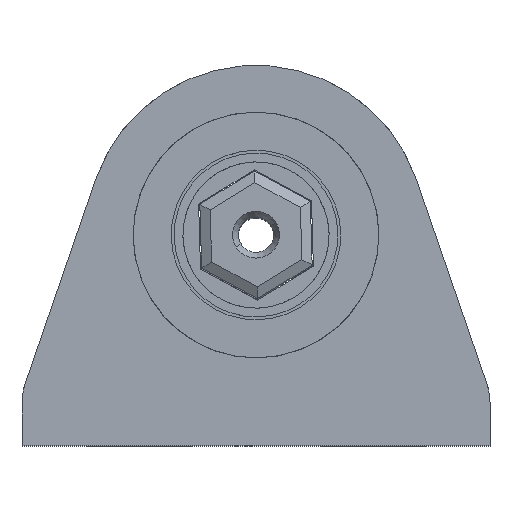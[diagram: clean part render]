
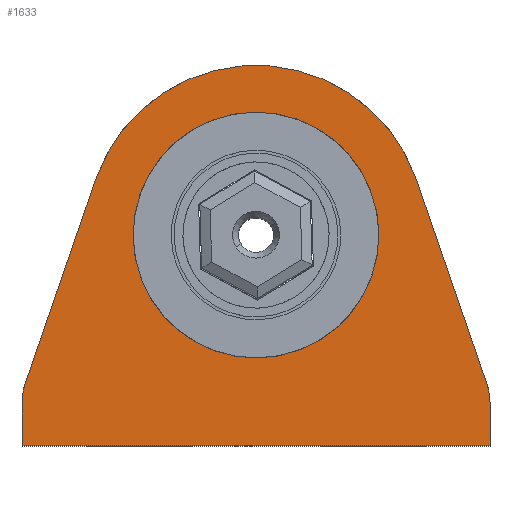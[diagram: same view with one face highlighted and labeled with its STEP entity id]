
A CAD part, top view. The second image highlights one B-rep face of the part: STEP entity #1633.
In plain terms, the highlighted planar face has unit normal (0, 0, 1).
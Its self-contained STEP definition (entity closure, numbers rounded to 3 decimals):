
#48 = CARTESIAN_POINT ( 'NONE',  ( 79.453, 10.586, 20. ) ) ;
#101 = AXIS2_PLACEMENT_3D ( 'NONE', #3762, #1785, #2983 ) ;
#134 = CARTESIAN_POINT ( 'NONE',  ( 40., 36., 20. ) ) ;
#177 = EDGE_CURVE ( 'NONE', #1185, #210, #1993, .T. ) ;
#190 = FACE_OUTER_BOUND ( 'NONE', #2040, .T. ) ;
#201 = DIRECTION ( 'NONE',  ( 1., 0., 0. ) ) ;
#210 = VERTEX_POINT ( 'NONE', #48 ) ;
#253 = CARTESIAN_POINT ( 'NONE',  ( 0.547, 10.586, 20. ) ) ;
#274 = AXIS2_PLACEMENT_3D ( 'NONE', #3315, #591, #558 ) ;
#290 = EDGE_CURVE ( 'NONE', #210, #2464, #3181, .T. ) ;
#312 = LINE ( 'NONE', #1531, #2070 ) ;
#366 = DIRECTION ( 'NONE',  ( 1., 0., 0. ) ) ;
#415 = EDGE_CURVE ( 'NONE', #2822, #4120, #3475, .T. ) ;
#551 = CARTESIAN_POINT ( 'NONE',  ( 19., 36., 20. ) ) ;
#558 = DIRECTION ( 'NONE',  ( 1., 0., 0. ) ) ;
#591 = DIRECTION ( 'NONE',  ( 0., 0., 1. ) ) ;
#917 = VERTEX_POINT ( 'NONE', #4762 ) ;
#938 = ORIENTED_EDGE ( 'NONE', *, *, #1884, .T. ) ;
#951 = EDGE_CURVE ( 'NONE', #3249, #2875, #1563, .T. ) ;
#1070 = ORIENTED_EDGE ( 'NONE', *, *, #4963, .T. ) ;
#1137 = DIRECTION ( 'NONE',  ( -1., 0., 0. ) ) ;
#1185 = VERTEX_POINT ( 'NONE', #4322 ) ;
#1227 = CARTESIAN_POINT ( 'NONE',  ( 0., 0., 20. ) ) ;
#1387 = PLANE ( 'NONE',  #2411 ) ;
#1531 = CARTESIAN_POINT ( 'NONE',  ( 0., 0., 20. ) ) ;
#1533 = ORIENTED_EDGE ( 'NONE', *, *, #4573, .T. ) ;
#1556 = CARTESIAN_POINT ( 'NONE',  ( 10., 7.323, 20. ) ) ;
#1563 = LINE ( 'NONE', #2761, #3644 ) ;
#1588 = DIRECTION ( 'NONE',  ( 1., 0., 0. ) ) ;
#1633 = ADVANCED_FACE ( 'NONE', ( #190, #4951 ), #1387, .F. ) ;
#1785 = DIRECTION ( 'NONE',  ( 0., 0., 1. ) ) ;
#1832 = DIRECTION ( 'NONE',  ( 0., 0., 1. ) ) ;
#1884 = EDGE_CURVE ( 'NONE', #917, #3823, #4984, .T. ) ;
#1993 = CIRCLE ( 'NONE', #3569, 10. ) ;
#2021 = VECTOR ( 'NONE', #2412, 1000. ) ;
#2040 = EDGE_LOOP ( 'NONE', ( #1533, #2383, #4533, #4077, #4822, #5146, #938, #1070 ) ) ;
#2056 = DIRECTION ( 'NONE',  ( 0., 0., 1. ) ) ;
#2070 = VECTOR ( 'NONE', #3532, 1000. ) ;
#2083 = LINE ( 'NONE', #5108, #2021 ) ;
#2341 = CIRCLE ( 'NONE', #101, 29. ) ;
#2383 = ORIENTED_EDGE ( 'NONE', *, *, #951, .T. ) ;
#2411 = AXIS2_PLACEMENT_3D ( 'NONE', #1556, #2735, #1137 ) ;
#2412 = DIRECTION ( 'NONE',  ( 0., 1., 0. ) ) ;
#2464 = VERTEX_POINT ( 'NONE', #2544 ) ;
#2544 = CARTESIAN_POINT ( 'NONE',  ( 67.413, 45.463, 20. ) ) ;
#2585 = DIRECTION ( 'NONE',  ( -0.326, -0.945, 0. ) ) ;
#2735 = DIRECTION ( 'NONE',  ( 0., 0., -1. ) ) ;
#2752 = DIRECTION ( 'NONE',  ( 0., 0., 1. ) ) ;
#2761 = CARTESIAN_POINT ( 'NONE',  ( 0., 0., 20. ) ) ;
#2822 = VERTEX_POINT ( 'NONE', #5139 ) ;
#2846 = ORIENTED_EDGE ( 'NONE', *, *, #415, .F. ) ;
#2859 = DIRECTION ( 'NONE',  ( -1., 0., 0. ) ) ;
#2875 = VERTEX_POINT ( 'NONE', #3731 ) ;
#2934 = VECTOR ( 'NONE', #2585, 1000. ) ;
#2983 = DIRECTION ( 'NONE',  ( 1., 0., 0. ) ) ;
#3122 = ORIENTED_EDGE ( 'NONE', *, *, #3458, .F. ) ;
#3148 = CARTESIAN_POINT ( 'NONE',  ( 10., 7.323, 20. ) ) ;
#3181 = LINE ( 'NONE', #4781, #3530 ) ;
#3224 = CARTESIAN_POINT ( 'NONE',  ( 0., 7.323, 20. ) ) ;
#3249 = VERTEX_POINT ( 'NONE', #1227 ) ;
#3260 = CARTESIAN_POINT ( 'NONE',  ( 70., 7.323, 20. ) ) ;
#3315 = CARTESIAN_POINT ( 'NONE',  ( 40., 36., 20. ) ) ;
#3382 = EDGE_CURVE ( 'NONE', #2875, #1185, #2083, .T. ) ;
#3458 = EDGE_CURVE ( 'NONE', #4120, #2822, #5003, .T. ) ;
#3470 = EDGE_LOOP ( 'NONE', ( #3122, #2846 ) ) ;
#3475 = CIRCLE ( 'NONE', #4399, 21. ) ;
#3530 = VECTOR ( 'NONE', #4086, 1000. ) ;
#3532 = DIRECTION ( 'NONE',  ( 0., -1., 0. ) ) ;
#3569 = AXIS2_PLACEMENT_3D ( 'NONE', #3260, #2752, #366 ) ;
#3644 = VECTOR ( 'NONE', #1588, 1000. ) ;
#3731 = CARTESIAN_POINT ( 'NONE',  ( 80., 0., 20. ) ) ;
#3732 = CIRCLE ( 'NONE', #5066, 10. ) ;
#3762 = CARTESIAN_POINT ( 'NONE',  ( 40., 36., 20. ) ) ;
#3823 = VERTEX_POINT ( 'NONE', #4749 ) ;
#4073 = EDGE_CURVE ( 'NONE', #2464, #917, #2341, .T. ) ;
#4077 = ORIENTED_EDGE ( 'NONE', *, *, #177, .T. ) ;
#4086 = DIRECTION ( 'NONE',  ( -0.326, 0.945, 0. ) ) ;
#4120 = VERTEX_POINT ( 'NONE', #551 ) ;
#4322 = CARTESIAN_POINT ( 'NONE',  ( 80., 7.323, 20. ) ) ;
#4399 = AXIS2_PLACEMENT_3D ( 'NONE', #134, #1832, #201 ) ;
#4533 = ORIENTED_EDGE ( 'NONE', *, *, #3382, .T. ) ;
#4573 = EDGE_CURVE ( 'NONE', #4986, #3249, #312, .T. ) ;
#4749 = CARTESIAN_POINT ( 'NONE',  ( 0.547, 10.586, 20. ) ) ;
#4762 = CARTESIAN_POINT ( 'NONE',  ( 12.587, 45.463, 20. ) ) ;
#4781 = CARTESIAN_POINT ( 'NONE',  ( 79.453, 10.586, 20. ) ) ;
#4822 = ORIENTED_EDGE ( 'NONE', *, *, #290, .T. ) ;
#4951 = FACE_BOUND ( 'NONE', #3470, .T. ) ;
#4963 = EDGE_CURVE ( 'NONE', #3823, #4986, #3732, .T. ) ;
#4984 = LINE ( 'NONE', #253, #2934 ) ;
#4986 = VERTEX_POINT ( 'NONE', #3224 ) ;
#5003 = CIRCLE ( 'NONE', #274, 21. ) ;
#5066 = AXIS2_PLACEMENT_3D ( 'NONE', #3148, #2056, #2859 ) ;
#5108 = CARTESIAN_POINT ( 'NONE',  ( 80., 0., 20. ) ) ;
#5139 = CARTESIAN_POINT ( 'NONE',  ( 61., 36., 20. ) ) ;
#5146 = ORIENTED_EDGE ( 'NONE', *, *, #4073, .T. ) ;
